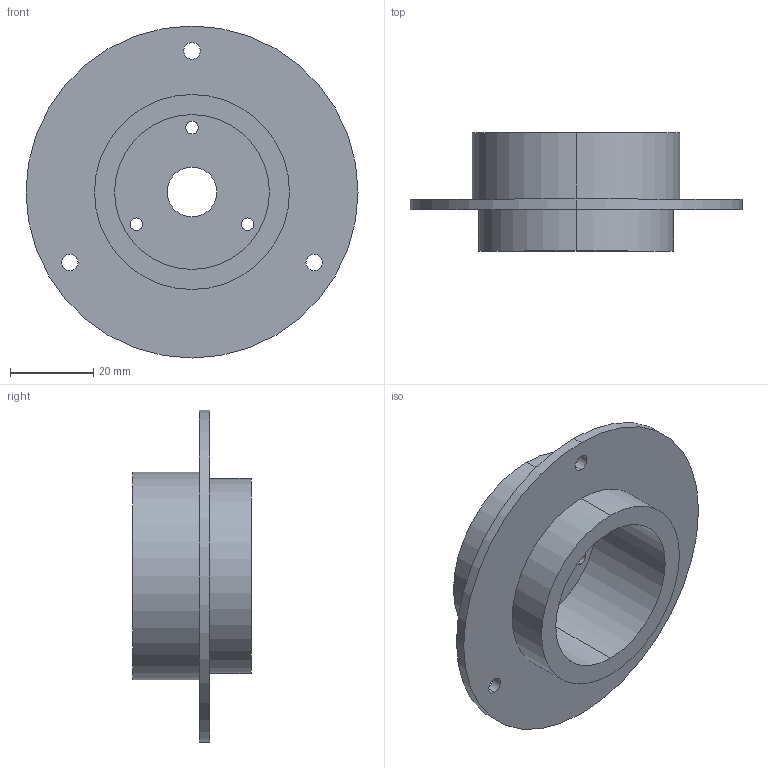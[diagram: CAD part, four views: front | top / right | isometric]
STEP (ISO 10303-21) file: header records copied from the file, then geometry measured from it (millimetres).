
FILE_DESCRIPTION (( 'STEP AP203' ), '1' );
FILE_NAME ('cloche moteur électrique.STEP', '2021-07-17T15:15:31', ( '' ), ( '' ), 'SwSTEP 2.0', 'SolidWorks 2020', '' );
FILE_SCHEMA (( 'CONFIG_CONTROL_DESIGN' ));
Length unit declared in the file: millimetre
Products named in the file (1): cloche moteur électrique
Bounding box: 80 x 28.5 x 80 mm (x, y, z)
Volume: 33745.8 mm3; surface area: 17975.7 mm2
Topology: 1 solids, 1 shells, 60 faces, 138 edges, 87 vertices
Faces by surface type: cylinder 42, plane 12, cone 6
Entity records: 1801 total; most frequent: DIRECTION 338, CARTESIAN_POINT 280, ORIENTED_EDGE 264, AXIS2_PLACEMENT_3D 145, EDGE_CURVE 132, EDGE_LOOP 87, VERTEX_POINT 87, CIRCLE 84
